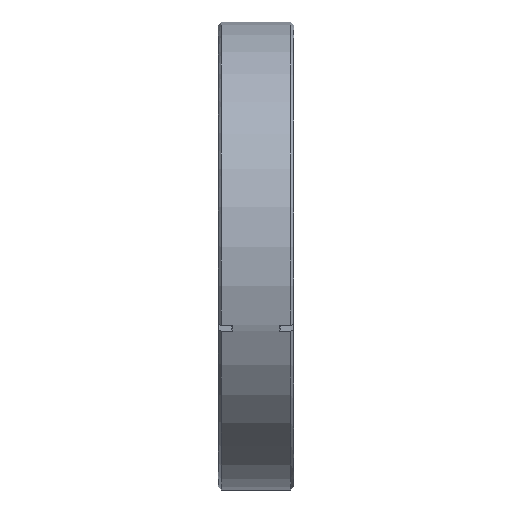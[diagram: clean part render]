
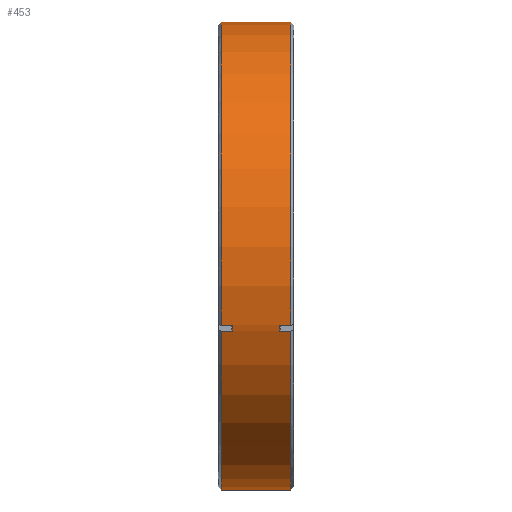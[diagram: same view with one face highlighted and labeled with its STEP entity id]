
A CAD part, front view. The second image highlights one B-rep face of the part: STEP entity #453.
In plain terms, the highlighted cylindrical face has radius 58.674 mm (diameter 117.348 mm), a partial arc.
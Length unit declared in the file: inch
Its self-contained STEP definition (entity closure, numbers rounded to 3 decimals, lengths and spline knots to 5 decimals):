
#30 = AXIS2_PLACEMENT_3D ( 'NONE', #2294, #1262, #2559 ) ;
#32 = CARTESIAN_POINT ( 'NONE',  ( 0.14001, -2.20632, -0.68428 ) ) ;
#124 = ORIENTED_EDGE ( 'NONE', *, *, #1275, .T. ) ;
#185 = EDGE_CURVE ( 'NONE', #1464, #934, #2481, .T. ) ;
#186 = DIRECTION ( 'NONE',  ( 0., 0., -1. ) ) ;
#354 = VECTOR ( 'NONE', #2668, 39.37008 ) ;
#424 = LINE ( 'NONE', #1469, #478 ) ;
#453 = ADVANCED_FACE ( 'NONE', ( #3348 ), #1007, .T. ) ;
#478 = VECTOR ( 'NONE', #1218, 39.37008 ) ;
#484 = DIRECTION ( 'NONE',  ( -1., 0., 0. ) ) ;
#488 = DIRECTION ( 'NONE',  ( -1., 0., 0. ) ) ;
#499 = CARTESIAN_POINT ( 'NONE',  ( 0., -2.18716, -0.74325 ) ) ;
#521 = CARTESIAN_POINT ( 'NONE',  ( 0.72, -2.18716, -0.74325 ) ) ;
#587 = CARTESIAN_POINT ( 'NONE',  ( 0.03, 0., -2.31 ) ) ;
#602 = EDGE_CURVE ( 'NONE', #1464, #859, #1945, .T. ) ;
#623 = EDGE_CURVE ( 'NONE', #1158, #2013, #1266, .T. ) ;
#655 = CARTESIAN_POINT ( 'NONE',  ( 0.72, -2.20632, -0.68428 ) ) ;
#666 = EDGE_CURVE ( 'NONE', #1737, #2023, #864, .T. ) ;
#687 = DIRECTION ( 'NONE',  ( 0., 0., -1. ) ) ;
#748 = CARTESIAN_POINT ( 'NONE',  ( 0.03, 0., 0. ) ) ;
#754 = ORIENTED_EDGE ( 'NONE', *, *, #2158, .F. ) ;
#761 = CARTESIAN_POINT ( 'NONE',  ( 0., -2.20632, -0.68428 ) ) ;
#842 = VERTEX_POINT ( 'NONE', #3013 ) ;
#859 = VERTEX_POINT ( 'NONE', #587 ) ;
#864 = CIRCLE ( 'NONE', #3054, 2.31 ) ;
#917 = CARTESIAN_POINT ( 'NONE',  ( 0.72, 0., 2.31 ) ) ;
#934 = VERTEX_POINT ( 'NONE', #521 ) ;
#1007 = CYLINDRICAL_SURFACE ( 'NONE', #30, 2.31 ) ;
#1015 = AXIS2_PLACEMENT_3D ( 'NONE', #1149, #1622, #2181 ) ;
#1017 = DIRECTION ( 'NONE',  ( -1., 0., 0. ) ) ;
#1036 = CARTESIAN_POINT ( 'NONE',  ( 0.72, 0., 0. ) ) ;
#1126 = ORIENTED_EDGE ( 'NONE', *, *, #2219, .F. ) ;
#1149 = CARTESIAN_POINT ( 'NONE',  ( 0.72, 0., 0. ) ) ;
#1151 = VERTEX_POINT ( 'NONE', #917 ) ;
#1158 = VERTEX_POINT ( 'NONE', #655 ) ;
#1216 = DIRECTION ( 'NONE',  ( -1., 0., 0. ) ) ;
#1218 = DIRECTION ( 'NONE',  ( -1., 0., 0. ) ) ;
#1262 = DIRECTION ( 'NONE',  ( -1., 0., 0. ) ) ;
#1266 = LINE ( 'NONE', #761, #2440 ) ;
#1275 = EDGE_CURVE ( 'NONE', #1158, #1151, #1484, .T. ) ;
#1301 = CIRCLE ( 'NONE', #1625, 2.31 ) ;
#1325 = ORIENTED_EDGE ( 'NONE', *, *, #3059, .T. ) ;
#1327 = CARTESIAN_POINT ( 'NONE',  ( 0.14001, -2.20632, -0.68428 ) ) ;
#1464 = VERTEX_POINT ( 'NONE', #2461 ) ;
#1469 = CARTESIAN_POINT ( 'NONE',  ( 0., -2.20632, -0.68428 ) ) ;
#1484 = CIRCLE ( 'NONE', #2083, 2.31 ) ;
#1494 = ORIENTED_EDGE ( 'NONE', *, *, #185, .T. ) ;
#1554 = CARTESIAN_POINT ( 'NONE',  ( 0.14, -2.19381, -0.72368 ) ) ;
#1606 = CARTESIAN_POINT ( 'NONE',  ( 0.14001, -2.18716, -0.74325 ) ) ;
#1622 = DIRECTION ( 'NONE',  ( -1., 0., 0. ) ) ;
#1624 = EDGE_CURVE ( 'NONE', #934, #2738, #2499, .T. ) ;
#1625 = AXIS2_PLACEMENT_3D ( 'NONE', #3073, #1712, #687 ) ;
#1654 = CARTESIAN_POINT ( 'NONE',  ( 0.61, -2.2002, -0.70402 ) ) ;
#1664 = CARTESIAN_POINT ( 'NONE',  ( 0.60999, -2.18716, -0.74325 ) ) ;
#1712 = DIRECTION ( 'NONE',  ( 1., 0., 0. ) ) ;
#1737 = VERTEX_POINT ( 'NONE', #2867 ) ;
#1752 = EDGE_CURVE ( 'NONE', #1151, #1737, #2107, .T. ) ;
#1805 = VERTEX_POINT ( 'NONE', #1327 ) ;
#1824 = DIRECTION ( 'NONE',  ( 0., 0., 1. ) ) ;
#1835 = ORIENTED_EDGE ( 'NONE', *, *, #2930, .T. ) ;
#1870 = VERTEX_POINT ( 'NONE', #3156 ) ;
#1877 = B_SPLINE_CURVE_WITH_KNOTS ( 'NONE', 3,
 ( #1606, #1554, #2120, #32 ),
 .UNSPECIFIED., .F., .F.,
 ( 4, 4 ),
 ( 0., 0.00157 ),
 .UNSPECIFIED. ) ;
#1902 = CARTESIAN_POINT ( 'NONE',  ( 0.61, -2.19381, -0.72368 ) ) ;
#1908 = VECTOR ( 'NONE', #3287, 39.37008 ) ;
#1945 = LINE ( 'NONE', #2997, #2174 ) ;
#2003 = VECTOR ( 'NONE', #484, 39.37008 ) ;
#2013 = VERTEX_POINT ( 'NONE', #2998 ) ;
#2023 = VERTEX_POINT ( 'NONE', #3284 ) ;
#2083 = AXIS2_PLACEMENT_3D ( 'NONE', #1036, #1017, #1824 ) ;
#2086 = CARTESIAN_POINT ( 'NONE',  ( 0., 0., 2.31 ) ) ;
#2107 = LINE ( 'NONE', #2086, #354 ) ;
#2120 = CARTESIAN_POINT ( 'NONE',  ( 0.14, -2.2002, -0.70402 ) ) ;
#2158 = EDGE_CURVE ( 'NONE', #1805, #2023, #424, .T. ) ;
#2174 = VECTOR ( 'NONE', #1216, 39.37008 ) ;
#2181 = DIRECTION ( 'NONE',  ( 0., 0., 1. ) ) ;
#2219 = EDGE_CURVE ( 'NONE', #1870, #1805, #1877, .T. ) ;
#2234 = CARTESIAN_POINT ( 'NONE',  ( 0., -2.18716, -0.74325 ) ) ;
#2294 = CARTESIAN_POINT ( 'NONE',  ( 0., 0., 0. ) ) ;
#2352 = EDGE_CURVE ( 'NONE', #2738, #2013, #3018, .T. ) ;
#2430 = CARTESIAN_POINT ( 'NONE',  ( 0.60999, -2.20632, -0.68428 ) ) ;
#2440 = VECTOR ( 'NONE', #488, 39.37008 ) ;
#2461 = CARTESIAN_POINT ( 'NONE',  ( 0.72, 0., -2.31 ) ) ;
#2481 = CIRCLE ( 'NONE', #1015, 2.31 ) ;
#2499 = LINE ( 'NONE', #2234, #1908 ) ;
#2528 = DIRECTION ( 'NONE',  ( 1., 0., 0. ) ) ;
#2559 = DIRECTION ( 'NONE',  ( 0., 0., 1. ) ) ;
#2633 = ORIENTED_EDGE ( 'NONE', *, *, #2352, .T. ) ;
#2668 = DIRECTION ( 'NONE',  ( -1., 0., 0. ) ) ;
#2738 = VERTEX_POINT ( 'NONE', #1664 ) ;
#2867 = CARTESIAN_POINT ( 'NONE',  ( 0.03, 0., 2.31 ) ) ;
#2906 = LINE ( 'NONE', #499, #2003 ) ;
#2930 = EDGE_CURVE ( 'NONE', #842, #859, #1301, .T. ) ;
#2997 = CARTESIAN_POINT ( 'NONE',  ( 0., 0., -2.31 ) ) ;
#2998 = CARTESIAN_POINT ( 'NONE',  ( 0.60999, -2.20632, -0.68428 ) ) ;
#3013 = CARTESIAN_POINT ( 'NONE',  ( 0.03, -2.18716, -0.74325 ) ) ;
#3018 = B_SPLINE_CURVE_WITH_KNOTS ( 'NONE', 3,
 ( #3263, #1902, #1654, #2430 ),
 .UNSPECIFIED., .F., .F.,
 ( 4, 4 ),
 ( 0., 0.00157 ),
 .UNSPECIFIED. ) ;
#3044 = EDGE_LOOP ( 'NONE', ( #3338, #1494, #3075, #2633, #3189, #124, #3120, #3128, #754, #1126, #1325, #1835 ) ) ;
#3054 = AXIS2_PLACEMENT_3D ( 'NONE', #748, #2528, #186 ) ;
#3059 = EDGE_CURVE ( 'NONE', #1870, #842, #2906, .T. ) ;
#3073 = CARTESIAN_POINT ( 'NONE',  ( 0.03, 0., 0. ) ) ;
#3075 = ORIENTED_EDGE ( 'NONE', *, *, #1624, .T. ) ;
#3120 = ORIENTED_EDGE ( 'NONE', *, *, #1752, .T. ) ;
#3128 = ORIENTED_EDGE ( 'NONE', *, *, #666, .T. ) ;
#3156 = CARTESIAN_POINT ( 'NONE',  ( 0.14001, -2.18716, -0.74325 ) ) ;
#3189 = ORIENTED_EDGE ( 'NONE', *, *, #623, .F. ) ;
#3263 = CARTESIAN_POINT ( 'NONE',  ( 0.60999, -2.18716, -0.74325 ) ) ;
#3284 = CARTESIAN_POINT ( 'NONE',  ( 0.03, -2.20632, -0.68428 ) ) ;
#3287 = DIRECTION ( 'NONE',  ( -1., 0., 0. ) ) ;
#3338 = ORIENTED_EDGE ( 'NONE', *, *, #602, .F. ) ;
#3348 = FACE_OUTER_BOUND ( 'NONE', #3044, .T. ) ;
